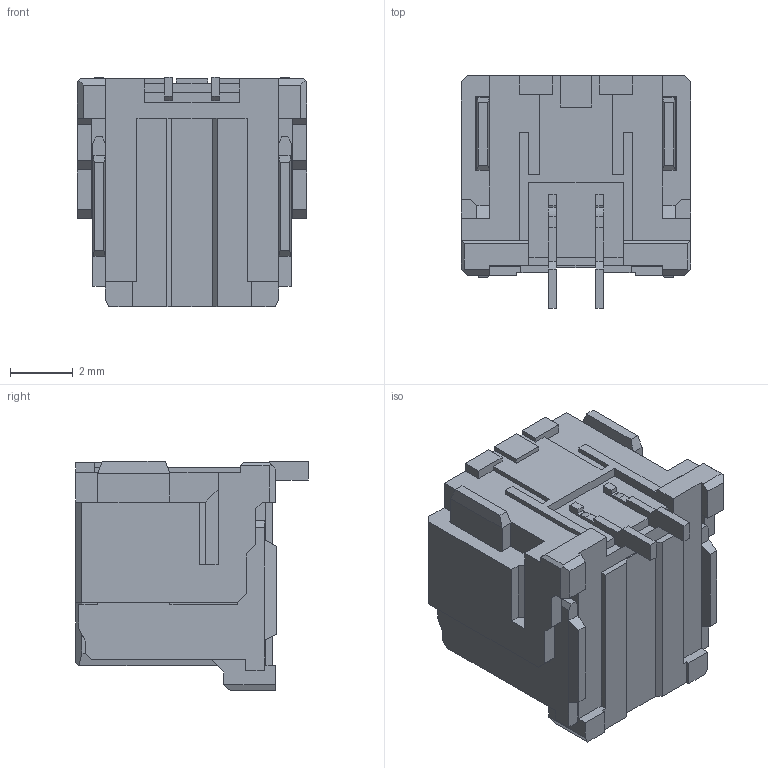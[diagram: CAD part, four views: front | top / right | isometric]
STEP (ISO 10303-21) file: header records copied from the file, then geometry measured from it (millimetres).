
FILE_DESCRIPTION(('STEP AP242'),'1');
FILE_NAME('2132250230.stp','2024-05-08T20:32:11',('TraceParts'),('TraceParts S.A.'),'Spatial InterOp 3D',' ',' ');
FILE_SCHEMA(('AP242_MANAGED_MODEL_BASED_3D_ENGINEERING_MIM_LF {1 0 10303 442 1 1 4}'));
Length unit declared in the file: millimetre
Products named in the file (1): 2132250230_1
Bounding box: 7.3 x 7.4 x 7.3 mm (x, y, z)
Volume: 156.4 mm3; surface area: 482.8 mm2
Topology: 1 solids, 1 shells, 354 faces, 1032 edges, 692 vertices
Faces by surface type: plane 330, cylinder 24
Entity records: 11482 total; most frequent: CARTESIAN_POINT 2104, ORIENTED_EDGE 2032, DIRECTION 1772, EDGE_CURVE 1016, LINE 980, VECTOR 980, VERTEX_POINT 660, AXIS2_PLACEMENT_3D 396
